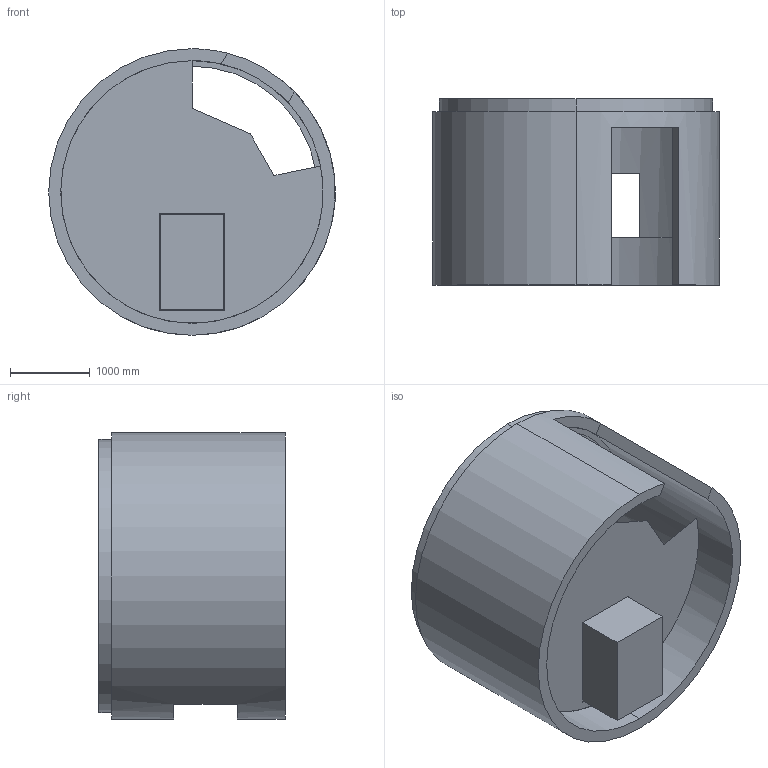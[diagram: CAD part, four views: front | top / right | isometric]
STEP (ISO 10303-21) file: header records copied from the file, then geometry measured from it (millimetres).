
FILE_DESCRIPTION (( 'STEP AP203' ), '1' );
FILE_NAME ('Rosace dome 25_11_15.STEP', '2015-11-25T08:55:30', ( 'Solidworks' ), ( 'CNRS' ), 'SwSTEP 2.0', 'SolidWorks 2002296', '' );
FILE_SCHEMA (( 'CONFIG_CONTROL_DESIGN' ));
Length unit declared in the file: metre
Products named in the file (1): Rosace dome 25_11_15
Bounding box: 3600 x 2340 x 3600 mm (x, y, z)
Surface area: 61835850.5 mm2 (no closed solid volume)
Topology: 0 solids, 8 shells, 60 faces, 162 edges, 115 vertices
Faces by surface type: plane 42, cylinder 18
Entity records: 1992 total; most frequent: CARTESIAN_POINT 338, DIRECTION 333, ORIENTED_EDGE 303, EDGE_CURVE 162, VERTEX_POINT 115, LINE 113, VECTOR 113, AXIS2_PLACEMENT_3D 110
